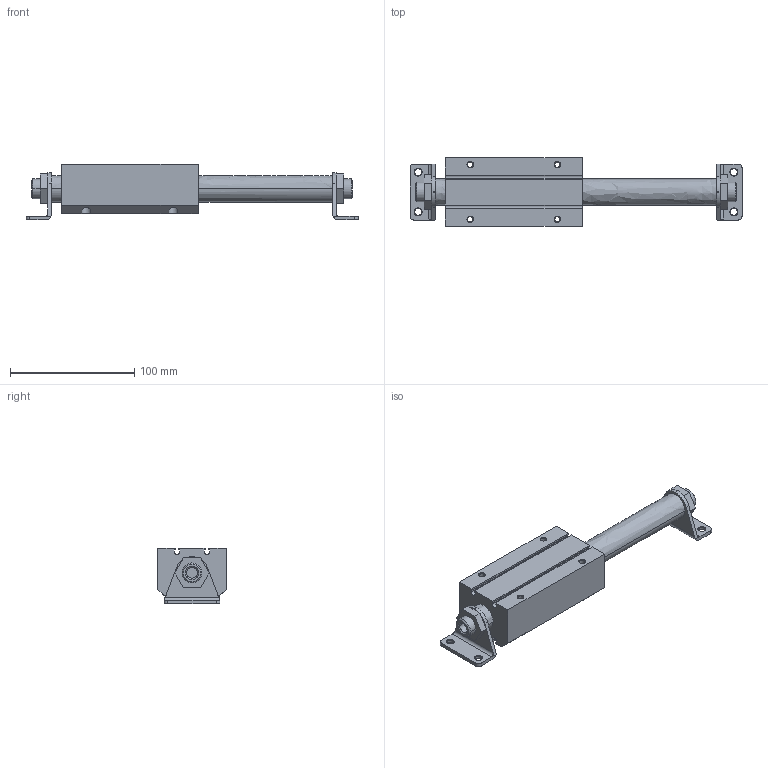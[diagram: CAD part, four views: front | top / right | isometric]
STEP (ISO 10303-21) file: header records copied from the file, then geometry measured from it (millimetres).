
FILE_DESCRIPTION((''),'2;1');
FILE_NAME('MFCP20X100LA.STEP','2012-11-23T13:46:31',('Administrator'),(''),'CADlook_v9.0','Cimatron E 8.0','');
FILE_SCHEMA(('AUTOMOTIVE_DESIGN { 1 2 10303 214 0 1 1 1 }'));
Length unit declared in the file: millimetre
Bounding box: 267 x 55 x 45 mm (x, y, z)
Volume: 285346.8 mm3; surface area: 63408.8 mm2
Topology: 2 solids, 2 shells, 157 faces, 451 edges, 304 vertices
Faces by surface type: plane 86, cylinder 47, cone 20, bspline 4
Full cylindrical faces by diameter (mm): 4.3 x4, 5.5 x4, 7.5 x4, 8.566 x1, 16 x1
Entity records: 7594 total; most frequent: CARTESIAN_POINT 2115, DIRECTION 891, ORIENTED_EDGE 846, EDGE_CURVE 423, AXIS2_PLACEMENT_3D 322, VERTEX_POINT 304, VECTOR 247, LINE 247
